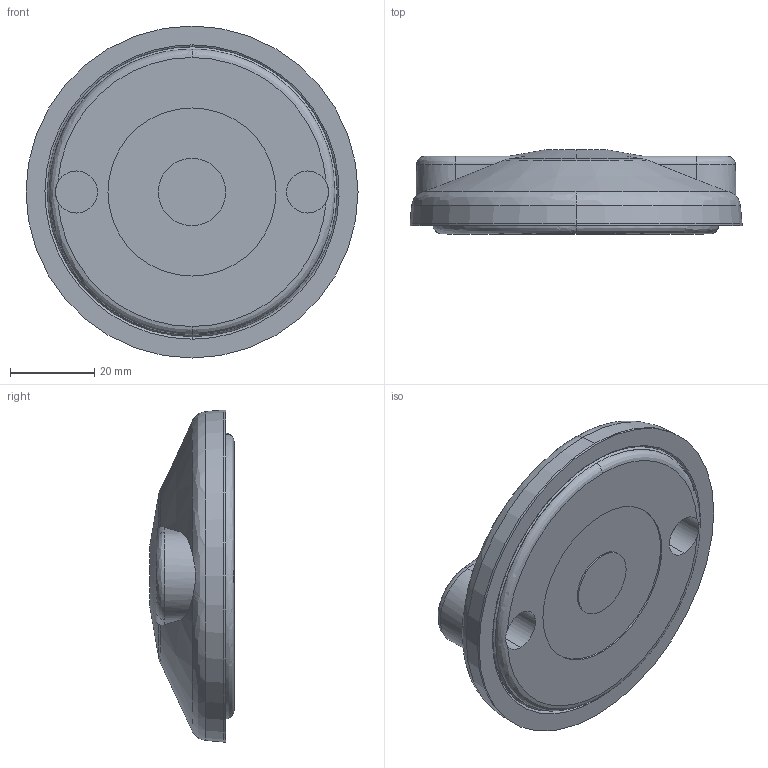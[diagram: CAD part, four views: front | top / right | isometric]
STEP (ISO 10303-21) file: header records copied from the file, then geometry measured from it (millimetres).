
FILE_DESCRIPTION (( 'STEP AP203' ), '1' );
FILE_NAME ('151070.step', '2021-06-03T16:14:30', ( '' ), ( '' ), 'SwSTEP 2.0', 'SolidWorks 2021', '' );
FILE_SCHEMA (( 'CONFIG_CONTROL_DESIGN' ));
Length unit declared in the file: inch
Products named in the file (1): 151070
Bounding box: 79 x 20 x 79 mm (x, y, z)
Volume: 67107.3 mm3; surface area: 13343 mm2
Topology: 1 solids, 1 shells, 59 faces, 152 edges, 95 vertices
Faces by surface type: bspline 18, cylinder 18, plane 12, cone 11
Entity records: 2777 total; most frequent: CARTESIAN_POINT 1376, ORIENTED_EDGE 296, DIRECTION 259, EDGE_CURVE 148, AXIS2_PLACEMENT_3D 113, VERTEX_POINT 95, CIRCLE 71, EDGE_LOOP 63
